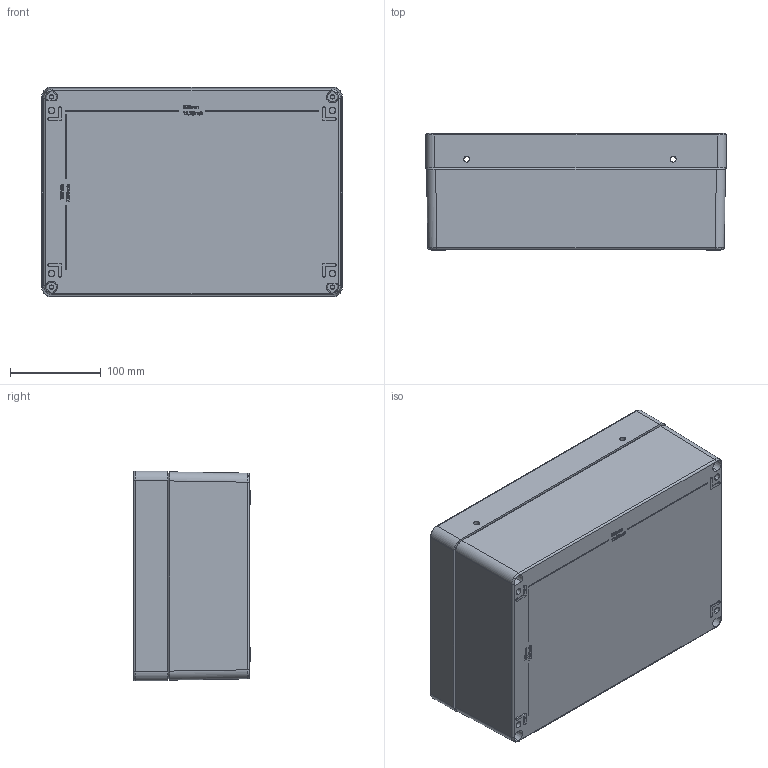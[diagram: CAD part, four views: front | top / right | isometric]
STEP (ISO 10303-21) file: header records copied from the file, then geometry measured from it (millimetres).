
FILE_DESCRIPTION (( 'STEP AP214' ), '1' );
FILE_NAME ('13121000.STEP', '2016-03-31T07:08:47', ( 'Macha' ), ( 'Hewlett-Packard Company' ), 'SwSTEP 2.0', 'SolidWorks 2015', '' );
FILE_SCHEMA (( 'AUTOMOTIVE_DESIGN' ));
Length unit declared in the file: millimetre
Products named in the file (8): 93261; 83111; 93117; 82005; 82003; 08062_Bearbeitung Griff Seite AB; 01062_Bearbeitung nach Zeichng. 01-2-010620-01-0; 13121000
Assembly tree (13 placements, depth 2):
  13121000
    01062_Bearbeitung nach Zeichng. 01-2-010620-01-0
    08062_Bearbeitung Griff Seite AB
    82003
    82005
    93117
    83111  x4
    93261  x4
Bounding box: 331.5 x 129 x 231.5 mm (x, y, z)
Volume: 1231494.7 mm3; surface area: 517600.5 mm2
Topology: 14 solids, 14 shells, 1569 faces, 3827 edges, 2372 vertices
Faces by surface type: plane 645, bspline 296, cylinder 278, cone 268, torus 78, sphere 4
Entity records: 61208 total; most frequent: CARTESIAN_POINT 28538, ORIENTED_EDGE 7090, DIRECTION 5781, EDGE_CURVE 3545, VERTEX_POINT 2237, AXIS2_PLACEMENT_3D 2033, LINE 1715, VECTOR 1715
